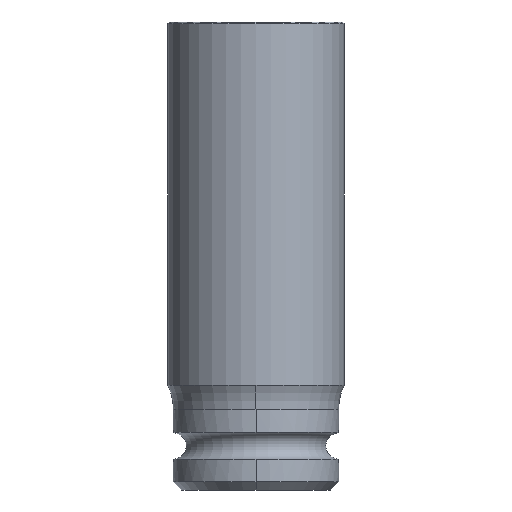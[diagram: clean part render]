
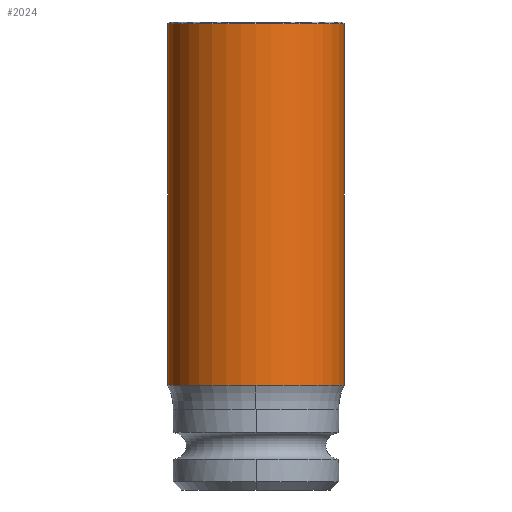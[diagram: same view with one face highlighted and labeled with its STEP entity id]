
A CAD part, left-side view. The second image highlights one B-rep face of the part: STEP entity #2024.
In plain terms, the highlighted cylindrical face has radius 16 mm (diameter 32 mm), a partial arc.
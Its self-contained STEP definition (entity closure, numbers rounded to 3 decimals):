
#813=DIRECTION('',(0.,0.,1.));
#814=VECTOR('',#813,65.7);
#815=CARTESIAN_POINT('',(0.,16.,19.));
#816=LINE('',#815,#814);
#817=DIRECTION('',(0.,0.,1.));
#818=VECTOR('',#817,65.7);
#819=CARTESIAN_POINT('',(0.,-16.,19.));
#820=LINE('',#819,#818);
#849=CARTESIAN_POINT('',(0.,0.,84.7));
#850=DIRECTION('',(0.,0.,1.));
#851=DIRECTION('',(0.,1.,0.));
#852=AXIS2_PLACEMENT_3D('',#849,#850,#851);
#854=CARTESIAN_POINT('',(0.,0.,19.));
#855=DIRECTION('',(0.,0.,1.));
#856=DIRECTION('',(-1.,0.,0.));
#857=AXIS2_PLACEMENT_3D('',#854,#855,#856);
#859=CARTESIAN_POINT('',(0.,0.,19.));
#860=DIRECTION('',(0.,0.,1.));
#861=DIRECTION('',(0.,1.,0.));
#862=AXIS2_PLACEMENT_3D('',#859,#860,#861);
#1108=CARTESIAN_POINT('',(0.,16.,19.));
#1109=CARTESIAN_POINT('',(-16.,0.,19.));
#1110=VERTEX_POINT('',#1108);
#1111=VERTEX_POINT('',#1109);
#1116=CARTESIAN_POINT('',(0.,-16.,19.));
#1117=VERTEX_POINT('',#1116);
#1149=CARTESIAN_POINT('',(0.,-16.,84.7));
#1150=CARTESIAN_POINT('',(0.,16.,84.7));
#1151=VERTEX_POINT('',#1149);
#1152=VERTEX_POINT('',#1150);
#2012=CARTESIAN_POINT('',(0.,0.,15.7));
#2013=DIRECTION('',(0.,0.,1.));
#2014=DIRECTION('',(0.,1.,0.));
#2015=AXIS2_PLACEMENT_3D('',#2012,#2013,#2014);
#2016=CYLINDRICAL_SURFACE('',#2015,16.);
#2017=ORIENTED_EDGE('',*,*,#2006,.T.);
#2018=ORIENTED_EDGE('',*,*,#1964,.F.);
#2019=ORIENTED_EDGE('',*,*,#1931,.F.);
#2020=ORIENTED_EDGE('',*,*,#1945,.F.);
#2021=ORIENTED_EDGE('',*,*,#1961,.T.);
#2022=EDGE_LOOP('',(#2017,#2018,#2019,#2020,#2021));
#2023=FACE_OUTER_BOUND('',#2022,.F.);
#2024=ADVANCED_FACE('',(#2023),#2016,.T.);
#853=CIRCLE('',#852,16.);
#858=CIRCLE('',#857,16.);
#863=CIRCLE('',#862,16.);
#1931=EDGE_CURVE('',#1111,#1117,#858,.T.);
#1945=EDGE_CURVE('',#1110,#1111,#863,.T.);
#1961=EDGE_CURVE('',#1110,#1152,#816,.T.);
#1964=EDGE_CURVE('',#1117,#1151,#820,.T.);
#2006=EDGE_CURVE('',#1152,#1151,#853,.T.);
